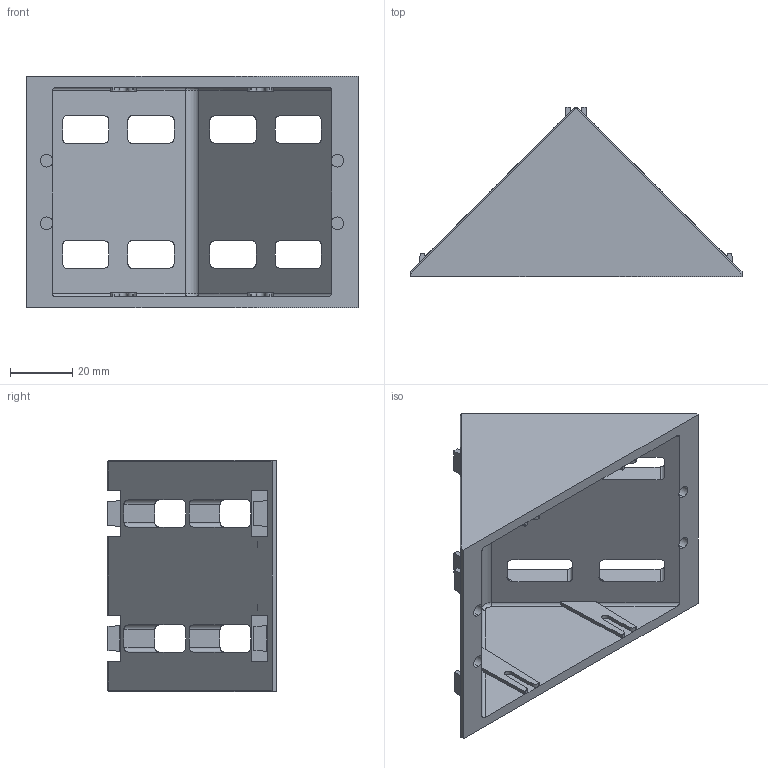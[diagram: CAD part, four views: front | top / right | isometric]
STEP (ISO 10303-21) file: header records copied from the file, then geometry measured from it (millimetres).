
FILE_DESCRIPTION (( 'STEP AP214' ), '1' );
FILE_NAME ('282300105.STEP', '2014-02-21T10:12:48', ( '' ), ( '' ), 'SwSTEP 2.0', 'SolidWorks 2014', '' );
FILE_SCHEMA (( 'AUTOMOTIVE_DESIGN' ));
Length unit declared in the file: millimetre
Products named in the file (1): 282300105
Bounding box: 106.26 x 54.21 x 74 mm (x, y, z)
Volume: 74409 mm3; surface area: 33257.4 mm2
Topology: 1 solids, 1 shells, 233 faces, 630 edges, 412 vertices
Faces by surface type: plane 145, cylinder 84, bspline 4
Entity records: 9928 total; most frequent: CARTESIAN_POINT 1581, ORIENTED_EDGE 1260, DIRECTION 1110, EDGE_CURVE 630, LINE 466, VECTOR 466, VERTEX_POINT 412, AXIS2_PLACEMENT_3D 322
